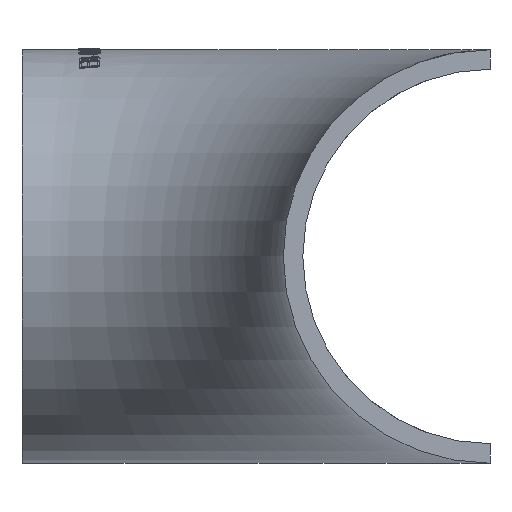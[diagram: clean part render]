
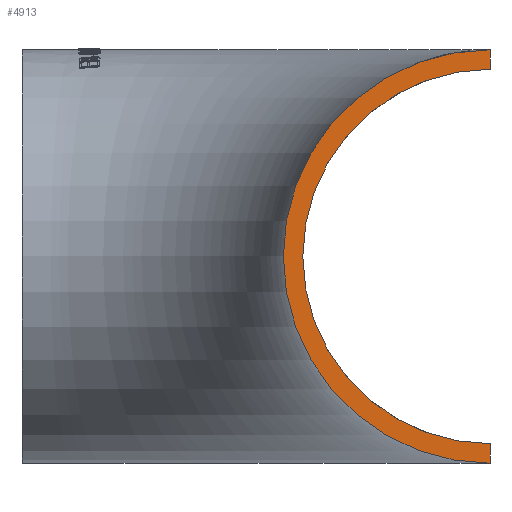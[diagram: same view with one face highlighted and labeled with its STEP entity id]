
A CAD part, left-side view. The second image highlights one B-rep face of the part: STEP entity #4913.
In plain terms, the highlighted planar face has unit normal (-1, 0, 0).
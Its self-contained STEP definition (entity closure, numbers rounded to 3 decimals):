
#225 = CARTESIAN_POINT ( 'NONE',  ( 0., 0., -19.2 ) ) ;
#484 = CARTESIAN_POINT ( 'NONE',  ( 0., 0., 0. ) ) ;
#566 = LINE ( 'NONE', #821, #5892 ) ;
#630 = CARTESIAN_POINT ( 'NONE',  ( 0., 0., 19.2 ) ) ;
#821 = CARTESIAN_POINT ( 'NONE',  ( 0., 0., -21.2 ) ) ;
#931 = EDGE_CURVE ( 'NONE', #6446, #3704, #3351, .T. ) ;
#955 = CIRCLE ( 'NONE', #5308, 21.2 ) ;
#1235 = PLANE ( 'NONE',  #2459 ) ;
#1650 = DIRECTION ( 'NONE',  ( 0., 0., -1. ) ) ;
#1734 = ORIENTED_EDGE ( 'NONE', *, *, #4894, .F. ) ;
#2174 = VERTEX_POINT ( 'NONE', #4536 ) ;
#2176 = EDGE_CURVE ( 'NONE', #6509, #3704, #4338, .T. ) ;
#2386 = DIRECTION ( 'NONE',  ( 1., 0., 0. ) ) ;
#2459 = AXIS2_PLACEMENT_3D ( 'NONE', #8053, #3535, #5031 ) ;
#2733 = ORIENTED_EDGE ( 'NONE', *, *, #9271, .T. ) ;
#3130 = DIRECTION ( 'NONE',  ( 0., 0., -1. ) ) ;
#3351 = CIRCLE ( 'NONE', #3916, 19.2 ) ;
#3535 = DIRECTION ( 'NONE',  ( 1., 0., 0. ) ) ;
#3646 = FACE_OUTER_BOUND ( 'NONE', #5574, .T. ) ;
#3704 = VERTEX_POINT ( 'NONE', #630 ) ;
#3916 = AXIS2_PLACEMENT_3D ( 'NONE', #4653, #2386, #3130 ) ;
#4338 = LINE ( 'NONE', #6789, #8867 ) ;
#4536 = CARTESIAN_POINT ( 'NONE',  ( 0., 0., -21.2 ) ) ;
#4653 = CARTESIAN_POINT ( 'NONE',  ( 0., 0., 0. ) ) ;
#4752 = ORIENTED_EDGE ( 'NONE', *, *, #2176, .F. ) ;
#4894 = EDGE_CURVE ( 'NONE', #2174, #6509, #955, .T. ) ;
#4913 = ADVANCED_FACE ( 'NONE', ( #3646 ), #1235, .F. ) ;
#5031 = DIRECTION ( 'NONE',  ( 0., 0., -1. ) ) ;
#5308 = AXIS2_PLACEMENT_3D ( 'NONE', #484, #9629, #6621 ) ;
#5574 = EDGE_LOOP ( 'NONE', ( #4752, #1734, #2733, #8854 ) ) ;
#5892 = VECTOR ( 'NONE', #7203, 1000. ) ;
#6446 = VERTEX_POINT ( 'NONE', #225 ) ;
#6509 = VERTEX_POINT ( 'NONE', #7985 ) ;
#6621 = DIRECTION ( 'NONE',  ( 0., 0., -1. ) ) ;
#6789 = CARTESIAN_POINT ( 'NONE',  ( 0., 0., 21.2 ) ) ;
#7203 = DIRECTION ( 'NONE',  ( 0., 0., 1. ) ) ;
#7985 = CARTESIAN_POINT ( 'NONE',  ( 0., 0., 21.2 ) ) ;
#8053 = CARTESIAN_POINT ( 'NONE',  ( 0., 0., 0. ) ) ;
#8854 = ORIENTED_EDGE ( 'NONE', *, *, #931, .T. ) ;
#8867 = VECTOR ( 'NONE', #1650, 1000. ) ;
#9271 = EDGE_CURVE ( 'NONE', #2174, #6446, #566, .T. ) ;
#9629 = DIRECTION ( 'NONE',  ( 1., 0., 0. ) ) ;
